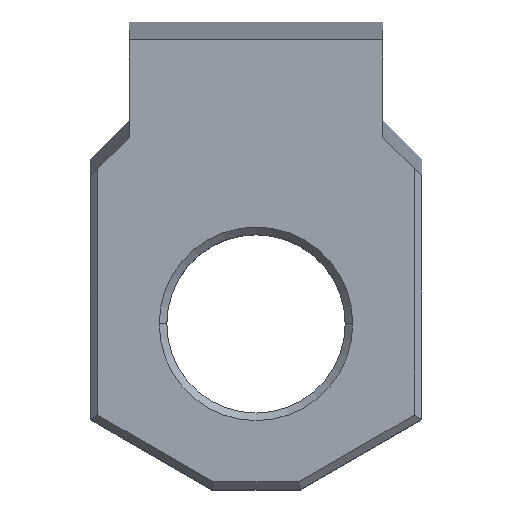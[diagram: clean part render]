
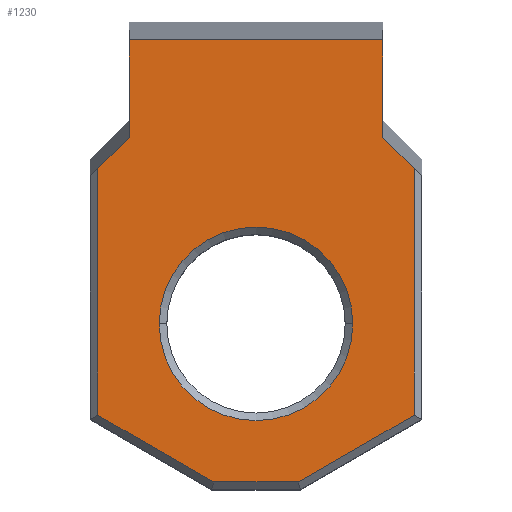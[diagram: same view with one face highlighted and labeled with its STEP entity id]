
A CAD part, top view. The second image highlights one B-rep face of the part: STEP entity #1230.
In plain terms, the highlighted planar face has unit normal (0, 0, 1).
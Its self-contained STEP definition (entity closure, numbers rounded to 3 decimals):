
#12 = CARTESIAN_POINT ( 'NONE',  ( -9.441, 9.529, 0. ) ) ;
#14 = EDGE_LOOP ( 'NONE', ( #588, #703 ) ) ;
#26 = VECTOR ( 'NONE', #647, 1000. ) ;
#27 = CARTESIAN_POINT ( 'NONE',  ( 0.289, -0.5, 0. ) ) ;
#29 = CARTESIAN_POINT ( 'NONE',  ( -5.008, 17.766, 0. ) ) ;
#31 = VERTEX_POINT ( 'NONE', #524 ) ;
#68 = CARTESIAN_POINT ( 'NONE',  ( -5.008, 13.922, 0. ) ) ;
#106 = DIRECTION ( 'NONE',  ( 0., -1., 0. ) ) ;
#127 = VERTEX_POINT ( 'NONE', #1901 ) ;
#137 = DIRECTION ( 'NONE',  ( 0., 0., -1. ) ) ;
#143 = DIRECTION ( 'NONE',  ( -1., 0., 0. ) ) ;
#286 = DIRECTION ( 'NONE',  ( 1., 0., 0. ) ) ;
#297 = CARTESIAN_POINT ( 'NONE',  ( -3.825, 6.55, 0. ) ) ;
#302 = EDGE_CURVE ( 'NONE', #663, #837, #423, .T. ) ;
#319 = VERTEX_POINT ( 'NONE', #1341 ) ;
#323 = CARTESIAN_POINT ( 'NONE',  ( -6.25, 2.768, 0. ) ) ;
#328 = CIRCLE ( 'NONE', #1199, 3.825 ) ;
#341 = DIRECTION ( 'NONE',  ( 0., -1., 0. ) ) ;
#357 = LINE ( 'NONE', #980, #795 ) ;
#392 = VECTOR ( 'NONE', #948, 1000. ) ;
#416 = DIRECTION ( 'NONE',  ( 1., 0., 0. ) ) ;
#423 = LINE ( 'NONE', #1040, #652 ) ;
#445 = EDGE_CURVE ( 'NONE', #629, #660, #924, .T. ) ;
#489 = ORIENTED_EDGE ( 'NONE', *, *, #1452, .T. ) ;
#520 = LINE ( 'NONE', #1124, #1895 ) ;
#524 = CARTESIAN_POINT ( 'NONE',  ( -6.25, 12.691, 0. ) ) ;
#574 = EDGE_CURVE ( 'NONE', #1086, #31, #1385, .T. ) ;
#577 = PLANE ( 'NONE',  #1073 ) ;
#588 = ORIENTED_EDGE ( 'NONE', *, *, #1481, .T. ) ;
#603 = CIRCLE ( 'NONE', #1447, 3.825 ) ;
#610 = CARTESIAN_POINT ( 'NONE',  ( 5.008, 13.922, 0. ) ) ;
#629 = VERTEX_POINT ( 'NONE', #818 ) ;
#647 = DIRECTION ( 'NONE',  ( -0.71, -0.704, 0. ) ) ;
#652 = VECTOR ( 'NONE', #1633, 1000. ) ;
#660 = VERTEX_POINT ( 'NONE', #29 ) ;
#663 = VERTEX_POINT ( 'NONE', #670 ) ;
#668 = DIRECTION ( 'NONE',  ( 0.866, 0.5, 0. ) ) ;
#670 = CARTESIAN_POINT ( 'NONE',  ( 6.25, 2.942, 0. ) ) ;
#695 = ORIENTED_EDGE ( 'NONE', *, *, #1639, .T. ) ;
#701 = VECTOR ( 'NONE', #668, 1000. ) ;
#703 = ORIENTED_EDGE ( 'NONE', *, *, #1491, .T. ) ;
#710 = VECTOR ( 'NONE', #143, 1000. ) ;
#719 = ORIENTED_EDGE ( 'NONE', *, *, #1579, .T. ) ;
#761 = LINE ( 'NONE', #1352, #855 ) ;
#771 = DIRECTION ( 'NONE',  ( 1., 0., 0. ) ) ;
#795 = VECTOR ( 'NONE', #1574, 1000. ) ;
#815 = ORIENTED_EDGE ( 'NONE', *, *, #302, .T. ) ;
#818 = CARTESIAN_POINT ( 'NONE',  ( 5.008, 17.766, 0. ) ) ;
#831 = VECTOR ( 'NONE', #106, 1000. ) ;
#837 = VERTEX_POINT ( 'NONE', #1093 ) ;
#838 = CARTESIAN_POINT ( 'NONE',  ( 3.825, 6.55, 0. ) ) ;
#855 = VECTOR ( 'NONE', #1962, 1000. ) ;
#863 = EDGE_CURVE ( 'NONE', #31, #127, #1689, .T. ) ;
#889 = LINE ( 'NONE', #1482, #831 ) ;
#924 = LINE ( 'NONE', #1521, #710 ) ;
#948 = DIRECTION ( 'NONE',  ( 0., -1., 0. ) ) ;
#980 = CARTESIAN_POINT ( 'NONE',  ( -1.605, 0.26, 0. ) ) ;
#981 = VERTEX_POINT ( 'NONE', #838 ) ;
#1033 = ORIENTED_EDGE ( 'NONE', *, *, #1632, .T. ) ;
#1040 = CARTESIAN_POINT ( 'NONE',  ( 6.25, 0., 0. ) ) ;
#1061 = CARTESIAN_POINT ( 'NONE',  ( 0., 6.55, 0. ) ) ;
#1073 = AXIS2_PLACEMENT_3D ( 'NONE', #1181, #1780, #416 ) ;
#1086 = VERTEX_POINT ( 'NONE', #68 ) ;
#1093 = CARTESIAN_POINT ( 'NONE',  ( 6.25, 12.691, 0. ) ) ;
#1109 = LINE ( 'NONE', #1706, #1440 ) ;
#1124 = CARTESIAN_POINT ( 'NONE',  ( 9.441, 9.529, 0. ) ) ;
#1181 = CARTESIAN_POINT ( 'NONE',  ( 0., 0., 0. ) ) ;
#1199 = AXIS2_PLACEMENT_3D ( 'NONE', #1512, #137, #771 ) ;
#1230 = ADVANCED_FACE ( 'NONE', ( #1325, #1934 ), #577, .T. ) ;
#1236 = EDGE_CURVE ( 'NONE', #629, #1469, #889, .T. ) ;
#1278 = ORIENTED_EDGE ( 'NONE', *, *, #1236, .F. ) ;
#1325 = FACE_BOUND ( 'NONE', #14, .T. ) ;
#1341 = CARTESIAN_POINT ( 'NONE',  ( -1.675, 0.3, 0. ) ) ;
#1352 = CARTESIAN_POINT ( 'NONE',  ( 0., 0.3, 0. ) ) ;
#1385 = LINE ( 'NONE', #12, #26 ) ;
#1401 = LINE ( 'NONE', #27, #701 ) ;
#1426 = VERTEX_POINT ( 'NONE', #1952 ) ;
#1434 = ORIENTED_EDGE ( 'NONE', *, *, #445, .T. ) ;
#1440 = VECTOR ( 'NONE', #341, 1000. ) ;
#1447 = AXIS2_PLACEMENT_3D ( 'NONE', #1061, #1656, #286 ) ;
#1452 = EDGE_CURVE ( 'NONE', #319, #1426, #761, .T. ) ;
#1469 = VERTEX_POINT ( 'NONE', #610 ) ;
#1481 = EDGE_CURVE ( 'NONE', #981, #1523, #603, .T. ) ;
#1482 = CARTESIAN_POINT ( 'NONE',  ( 5.008, 0., 0. ) ) ;
#1491 = EDGE_CURVE ( 'NONE', #1523, #981, #328, .T. ) ;
#1512 = CARTESIAN_POINT ( 'NONE',  ( 0., 6.55, 0. ) ) ;
#1521 = CARTESIAN_POINT ( 'NONE',  ( 0., 17.766, 0. ) ) ;
#1523 = VERTEX_POINT ( 'NONE', #297 ) ;
#1574 = DIRECTION ( 'NONE',  ( 0.866, -0.5, 0. ) ) ;
#1579 = EDGE_CURVE ( 'NONE', #1426, #663, #1401, .T. ) ;
#1632 = EDGE_CURVE ( 'NONE', #837, #1469, #520, .T. ) ;
#1633 = DIRECTION ( 'NONE',  ( 0., 1., 0. ) ) ;
#1639 = EDGE_CURVE ( 'NONE', #127, #319, #357, .T. ) ;
#1656 = DIRECTION ( 'NONE',  ( 0., 0., -1. ) ) ;
#1689 = LINE ( 'NONE', #323, #392 ) ;
#1706 = CARTESIAN_POINT ( 'NONE',  ( -5.008, 0., 0. ) ) ;
#1714 = EDGE_LOOP ( 'NONE', ( #719, #815, #1033, #1278, #1434, #1732, #1875, #1885, #695, #489 ) ) ;
#1723 = DIRECTION ( 'NONE',  ( -0.71, 0.704, 0. ) ) ;
#1732 = ORIENTED_EDGE ( 'NONE', *, *, #1887, .T. ) ;
#1780 = DIRECTION ( 'NONE',  ( 0., 0., 1. ) ) ;
#1875 = ORIENTED_EDGE ( 'NONE', *, *, #574, .T. ) ;
#1885 = ORIENTED_EDGE ( 'NONE', *, *, #863, .T. ) ;
#1887 = EDGE_CURVE ( 'NONE', #660, #1086, #1109, .T. ) ;
#1895 = VECTOR ( 'NONE', #1723, 1000. ) ;
#1901 = CARTESIAN_POINT ( 'NONE',  ( -6.25, 2.942, 0. ) ) ;
#1934 = FACE_OUTER_BOUND ( 'NONE', #1714, .T. ) ;
#1952 = CARTESIAN_POINT ( 'NONE',  ( 1.675, 0.3, 0. ) ) ;
#1962 = DIRECTION ( 'NONE',  ( 1., 0., 0. ) ) ;
